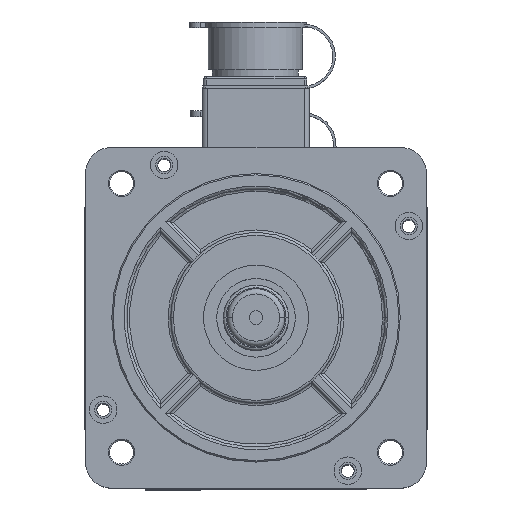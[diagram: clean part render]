
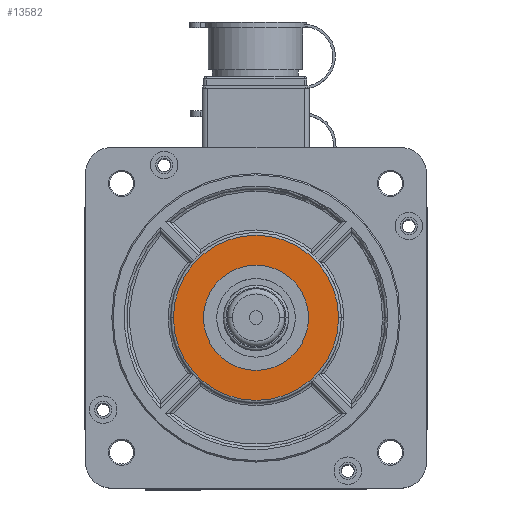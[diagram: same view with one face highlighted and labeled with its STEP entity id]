
A CAD part, top view. The second image highlights one B-rep face of the part: STEP entity #13582.
In plain terms, the highlighted planar face has unit normal (0, 0, 1).
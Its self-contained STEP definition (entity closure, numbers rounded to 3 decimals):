
#172 = CARTESIAN_POINT ( 'NONE',  ( 0., 0., 18.5 ) ) ;
#309 = EDGE_CURVE ( 'NONE', #14923, #8185, #25205, .T. ) ;
#1653 = VERTEX_POINT ( 'NONE', #51788 ) ;
#3657 = DIRECTION ( 'NONE',  ( 0., 0., 1. ) ) ;
#6671 = EDGE_CURVE ( 'NONE', #20761, #1653, #22468, .T. ) ;
#8185 = VERTEX_POINT ( 'NONE', #37149 ) ;
#8739 = ORIENTED_EDGE ( 'NONE', *, *, #25705, .T. ) ;
#8821 = CARTESIAN_POINT ( 'NONE',  ( -31.5, 0., 18.5 ) ) ;
#9412 = PLANE ( 'NONE',  #35558 ) ;
#12893 = CARTESIAN_POINT ( 'NONE',  ( 0., 0., 18.5 ) ) ;
#13582 = ADVANCED_FACE ( 'NONE', ( #55803, #46605 ), #9412, .T. ) ;
#13842 = DIRECTION ( 'NONE',  ( 1., 0., 0. ) ) ;
#14923 = VERTEX_POINT ( 'NONE', #36567 ) ;
#17945 = EDGE_LOOP ( 'NONE', ( #27916, #45042 ) ) ;
#18641 = AXIS2_PLACEMENT_3D ( 'NONE', #12893, #44287, #13842 ) ;
#18657 = CIRCLE ( 'NONE', #35790, 20.05 ) ;
#20761 = VERTEX_POINT ( 'NONE', #8821 ) ;
#22468 = CIRCLE ( 'NONE', #66809, 31.5 ) ;
#22606 = DIRECTION ( 'NONE',  ( 0., 0., 1. ) ) ;
#24062 = DIRECTION ( 'NONE',  ( 0., 0., 1. ) ) ;
#25205 = CIRCLE ( 'NONE', #58434, 20.05 ) ;
#25705 = EDGE_CURVE ( 'NONE', #1653, #20761, #51895, .T. ) ;
#25751 = EDGE_CURVE ( 'NONE', #8185, #14923, #18657, .T. ) ;
#27916 = ORIENTED_EDGE ( 'NONE', *, *, #25751, .F. ) ;
#31483 = CARTESIAN_POINT ( 'NONE',  ( 0., 0., 18.5 ) ) ;
#31490 = DIRECTION ( 'NONE',  ( 0., 0., 1. ) ) ;
#33331 = DIRECTION ( 'NONE',  ( 1., 0., 0. ) ) ;
#34948 = DIRECTION ( 'NONE',  ( 1., 0., 0. ) ) ;
#35558 = AXIS2_PLACEMENT_3D ( 'NONE', #172, #31490, #62757 ) ;
#35790 = AXIS2_PLACEMENT_3D ( 'NONE', #31483, #3657, #34948 ) ;
#36567 = CARTESIAN_POINT ( 'NONE',  ( -20.05, 0., 18.5 ) ) ;
#37149 = CARTESIAN_POINT ( 'NONE',  ( 20.05, 0., 18.5 ) ) ;
#44287 = DIRECTION ( 'NONE',  ( 0., 0., 1. ) ) ;
#45042 = ORIENTED_EDGE ( 'NONE', *, *, #309, .F. ) ;
#46605 = FACE_OUTER_BOUND ( 'NONE', #61707, .T. ) ;
#51788 = CARTESIAN_POINT ( 'NONE',  ( 31.5, 0., 18.5 ) ) ;
#51895 = CIRCLE ( 'NONE', #18641, 31.5 ) ;
#53863 = DIRECTION ( 'NONE',  ( 1., 0., 0. ) ) ;
#54596 = ORIENTED_EDGE ( 'NONE', *, *, #6671, .T. ) ;
#55325 = CARTESIAN_POINT ( 'NONE',  ( 0., 0., 18.5 ) ) ;
#55803 = FACE_BOUND ( 'NONE', #17945, .T. ) ;
#58434 = AXIS2_PLACEMENT_3D ( 'NONE', #63167, #22606, #53863 ) ;
#61707 = EDGE_LOOP ( 'NONE', ( #8739, #54596 ) ) ;
#62757 = DIRECTION ( 'NONE',  ( 1., 0., 0. ) ) ;
#63167 = CARTESIAN_POINT ( 'NONE',  ( 0., 0., 18.5 ) ) ;
#66809 = AXIS2_PLACEMENT_3D ( 'NONE', #55325, #24062, #33331 ) ;
